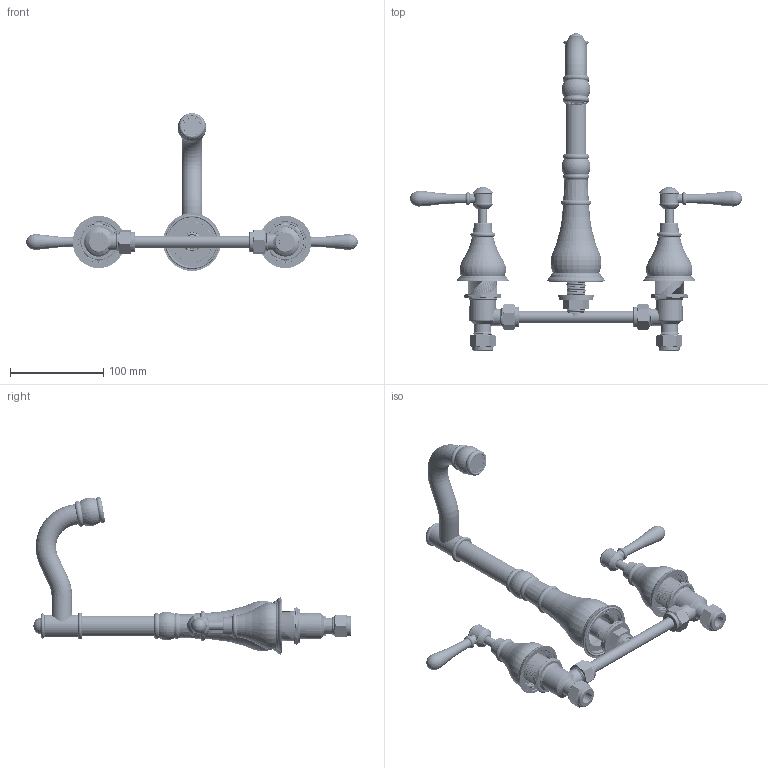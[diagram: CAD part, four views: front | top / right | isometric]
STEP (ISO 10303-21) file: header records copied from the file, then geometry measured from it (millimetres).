
FILE_DESCRIPTION (( 'STEP AP203' ), '1' );
FILE_NAME ('MV1040LCHE.STEP', '2020-02-27T00:15:42', ( 'Windows 蚚誧' ), ( '' ), 'SwSTEP 2.0', 'SolidWorks 2019', '' );
FILE_SCHEMA (( 'CONFIG_CONTROL_DESIGN' ));
Length unit declared in the file: millimetre
Products named in the file (55): M4x5 囀鞠褒す傷蹟佪; R02002Z00  12.7豜肣奪; MV堤阨諳ㄗ郪ㄘ; 170豜肣諉奪郪 R02001Z03; G03008C00   概极匐褒簽; 110快开插齿G58阀芯（30.5阀盖）; G1-2醱髓酗諉芛;    M70SB21C    MV珨趼忒梟裝; MV1040ACHE; G07221D00  邧參忒翋极囀郋; 22嘉萎醱髓爾諉奪; 22嘉萎奪爾諉芛; MV双把面盆钟罩组件; 邧參醱髓翋极郪; MV1040LCHE; 辦羲30.5坶踡蹟譫; 14x3 O型圈（双把紫铜管）;     M70ZS02C     MV醱髓堤阨奪釱; 22古典厨房直管（焊接）; MV22堤阨奪蟀諉璃; 囀鞠褒潑芛蹟佪M5x12 (G12090G00); 醱髓荎宒郪; 5-8辦羲概郋-110酗; M05001P00  呿蹋縐杶; G03097P00   呿蹋鞠褒簽; 22古典厨房直管焊接管; Z19021D00  邧參翋极; 22嘉萎醱髓奪ㄗ爾諉ㄘ; 臟賙M21.5X1堤阨厙; MV邧參珨趼忒謫釱; 邧參醱髓褒概郪; MV22古典出水管装饰圈; M16x1 22奪爾諉芛; MV珨趼忒謫; MV22堤阨奪蟀諉璃ㄗ郪ㄘ; MV堤阨奪蚾庉芛; 菜え; 邧參醱髓奪釱郪; M16X1 22奪爾諉簽; 40X32X1.5呿蹋菜え ...
Assembly tree (80 placements, depth 5):
  MV1040LCHE
    双把110快开面盆主体组
      邧參醱髓翋极郪
        邧參醱髓褒概郪
          Z19021D00  邧參翋极
          G07221D00  邧參忒翋极囀郋
          G03008C00   概极匐褒簽  x2
          40X32X1.5呿蹋菜え  x2
          G03009C00  邧參鞠褒簽  x2
          M05001P00  呿蹋縐杶  x2
        邧參醱髓褒概郪
          Z19021D00  邧參翋极
          G07221D00  邧參忒翋极囀郋
          G03008C00   概极匐褒簽  x2
          40X32X1.5呿蹋菜え  x2
          G03009C00  邧參鞠褒簽  x2
          M05001P00  呿蹋縐杶  x2
        170豜肣諉奪郪 R02001Z03
          14x3 O型圈（双把紫铜管）  x2
          R02002Z00  12.7豜肣奪
          G07010C00  豜肣奪爾諉芛
      110快开插齿G58阀芯（30.5阀盖）
        5-8辦羲概郋-110酗
        辦羲30.5坶踡蹟譫
        28.5X22.5X1.5綻祧菜え
      110快开插齿G58阀芯（30.5阀盖）
        5-8辦羲概郋-110酗
        辦羲30.5坶踡蹟譫
        28.5X22.5X1.5綻祧菜え
      MV双把面盆钟罩组件
           M70ZS00C     MV醱髓笘欶 
           M70ZS01C     MV醱髓笘欶蚾庉簽
      MV双把面盆钟罩组件
           M70ZS00C     MV醱髓笘欶 
           M70ZS01C     MV醱髓笘欶蚾庉簽
      MV珨趼忒謫
        MV邧參珨趼忒謫釱
           M70SB21C    MV珨趼忒梟裝
        囀鞠褒潑芛蹟佪M5x12 (G12090G00)
      MV珨趼忒謫
        MV邧參珨趼忒謫釱
           M70SB21C    MV珨趼忒梟裝
        囀鞠褒潑芛蹟佪M5x12 (G12090G00)
    邧參醱髓奪釱郪
          M70ZS02C     MV醱髓堤阨奪釱
      MV三通面盆底帽
      G1-2醱髓酗諉芛
      18x1.5 O型圈
      G03097P00   呿蹋鞠褒簽
      菜え
      M4x5 囀鞠褒す傷蹟佪
      58x2.5 O型圈 - UA70MV三通底帽
    MV1040ACHE
      醱髓荎宒郪
        22古典厨房直管（焊接）
          22古典厨房直管焊接管
          M16x1 22奪爾諉芛  x2
        MV堤阨奪蚾庉芛
        17x2 O型圈-D14  x3
        22嘉萎醱髓奪ㄗ爾諉ㄘ
Bounding box: 356 x 340.19 x 169.23 mm (x, y, z)
Volume: 308184.6 mm3; surface area: 274171.8 mm2
Topology: 63 solids, 63 shells, 2936 faces, 7652 edges, 4943 vertices
Faces by surface type: cylinder 1438, plane 619, cone 406, torus 246, bspline 207, sphere 20
Entity records: 118488 total; most frequent: CARTESIAN_POINT 73838, ORIENTED_EDGE 8770, DIRECTION 7377, EDGE_CURVE 4385, AXIS2_PLACEMENT_3D 2998, VERTEX_POINT 2838, EDGE_LOOP 1859, FACE_OUTER_BOUND 1707
